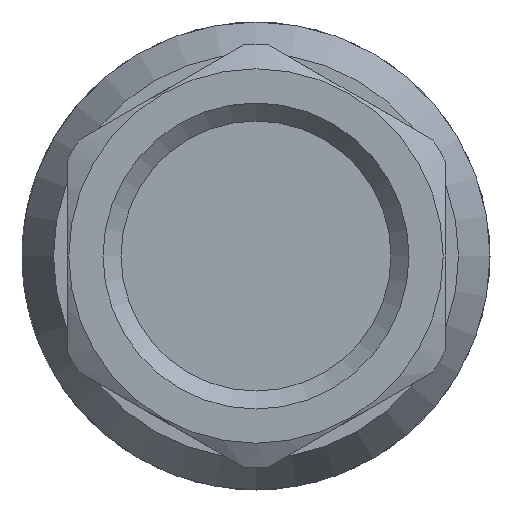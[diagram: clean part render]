
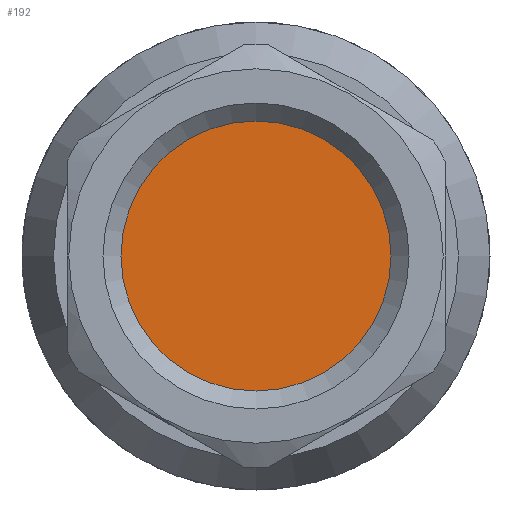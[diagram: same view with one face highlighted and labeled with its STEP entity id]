
A CAD part, left-side view. The second image highlights one B-rep face of the part: STEP entity #192.
In plain terms, the highlighted planar face has unit normal (-1, 0, 0).
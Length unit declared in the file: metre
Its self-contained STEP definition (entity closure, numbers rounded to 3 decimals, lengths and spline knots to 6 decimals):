
#192 = ADVANCED_FACE( 'NONE', ( #434 ), #435, .F. );
#434 = FACE_OUTER_BOUND( '', #731, .T. );
#435 = PLANE( '', #732 );
#731 = EDGE_LOOP( '', ( #1234 ) );
#732 = AXIS2_PLACEMENT_3D( '', #1235, #1236, #1237 );
#1234 = ORIENTED_EDGE( '', *, *, #1770, .F. );
#1235 = CARTESIAN_POINT( '', ( -0.0545, 0.01025, 0. ) );
#1236 = DIRECTION( '', ( 1., 0., 0. ) );
#1237 = DIRECTION( '', ( 0., 1., 0. ) );
#1770 = EDGE_CURVE( 'NONE', #2149, #2149, #2150, .T. );
#2149 = VERTEX_POINT( '', #3225 );
#2150 = CIRCLE( '', #3226, 0.0075 );
#3225 = CARTESIAN_POINT( '', ( -0.0545, 0.0075, 0. ) );
#3226 = AXIS2_PLACEMENT_3D( '', #3609, #3610, #3611 );
#3609 = CARTESIAN_POINT( '', ( -0.0545, 0., 0. ) );
#3610 = DIRECTION( '', ( 1., 0., 0. ) );
#3611 = DIRECTION( '', ( 0., 1., 0. ) );
